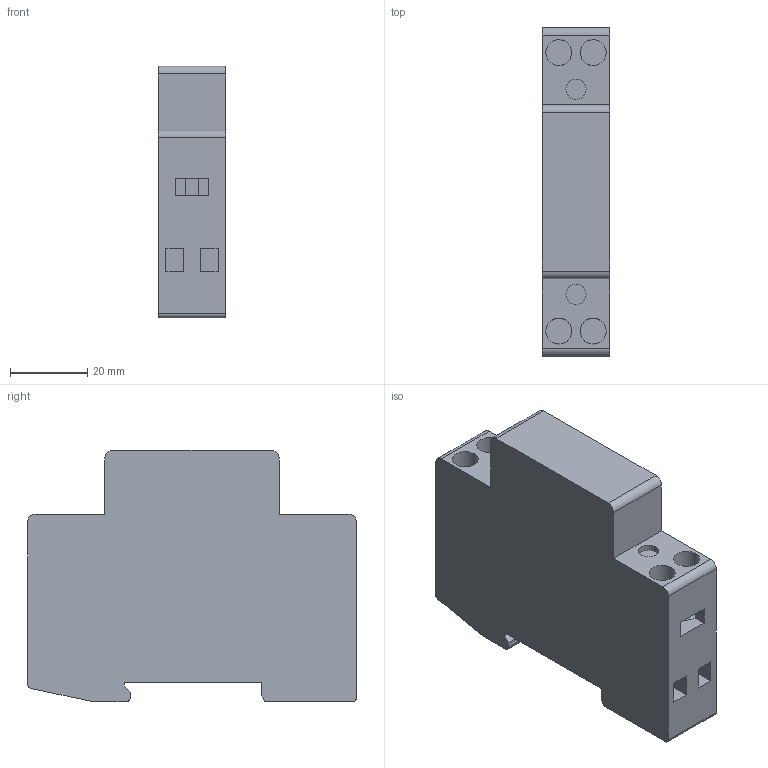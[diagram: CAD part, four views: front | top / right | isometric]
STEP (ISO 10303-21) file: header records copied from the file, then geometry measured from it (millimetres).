
FILE_DESCRIPTION(/* description */ ('STEP AP214'),/* implementation_level */ '2;1');
FILE_NAME(/* name */ 'eaton-z_r20_1mu-3d-model',/* time_stamp */ '2024-10-29T08:57:59+01:00',/* author */ ('License CC BY-ND 4.0'),/* organization */ ('CADENAS'),/* preprocessor_version */ 'ST-DEVELOPER v19.3',/* originating_system */ 'PARTsolutions',/* authorisation */ ' ');
FILE_SCHEMA (('AUTOMOTIVE_DESIGN {1 0 10303 214 3 1 1}'));
Length unit declared in the file: millimetre
Products named in the file (1): 193885
Bounding box: 17.5 x 85 x 65 mm (x, y, z)
Volume: 76416.6 mm3; surface area: 17816.2 mm2
Topology: 1 solids, 1 shells, 80 faces, 216 edges, 144 vertices
Faces by surface type: plane 66, cylinder 14
Full cylindrical faces by diameter (mm): 5.2 x2, 6.7 x4
Entity records: 2466 total; most frequent: CARTESIAN_POINT 425, ORIENTED_EDGE 408, DIRECTION 402, EDGE_CURVE 204, LINE 168, VECTOR 168, VERTEX_POINT 140, AXIS2_PLACEMENT_3D 117
